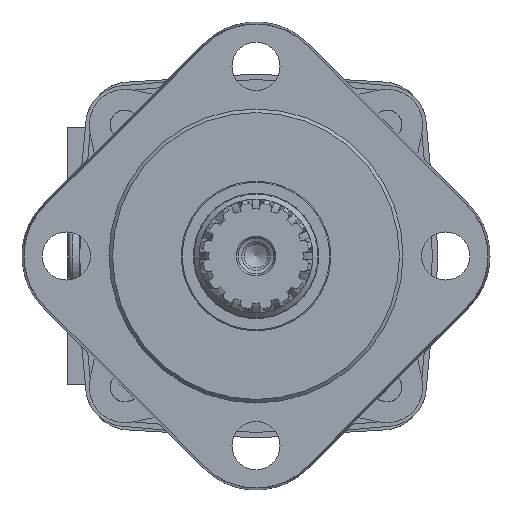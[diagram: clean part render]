
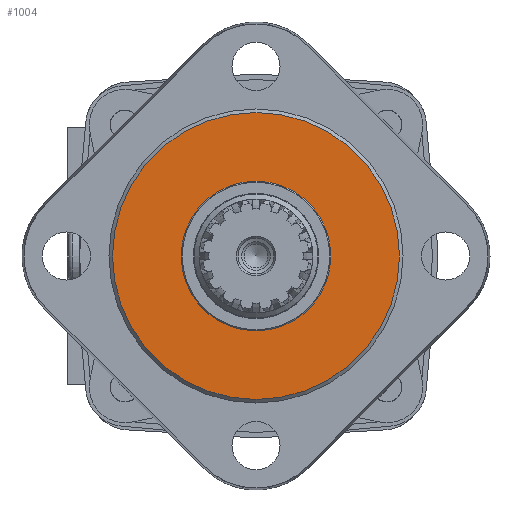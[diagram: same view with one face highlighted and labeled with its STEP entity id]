
A CAD part, left-side view. The second image highlights one B-rep face of the part: STEP entity #1004.
In plain terms, the highlighted planar face has unit normal (-1, 0, 0).
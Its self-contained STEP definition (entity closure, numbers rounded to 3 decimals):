
#1004 = ADVANCED_FACE( '', ( #2213, #2214 ), #2215, .F. );
#2213 = FACE_OUTER_BOUND( '', #3702, .T. );
#2214 = FACE_BOUND( '', #3703, .T. );
#2215 = PLANE( '', #3704 );
#3702 = EDGE_LOOP( '', ( #6245 ) );
#3703 = EDGE_LOOP( '', ( #6246 ) );
#3704 = AXIS2_PLACEMENT_3D( '', #6247, #6248, #6249 );
#6245 = ORIENTED_EDGE( '', *, *, #9375, .F. );
#6246 = ORIENTED_EDGE( '', *, *, #9376, .T. );
#6247 = CARTESIAN_POINT( '', ( -6.1, 21., 0. ) );
#6248 = DIRECTION( '', ( 1., 0., 0. ) );
#6249 = DIRECTION( '', ( 0., 0., -1. ) );
#9375 = EDGE_CURVE( '', #11485, #11485, #11486, .T. );
#9376 = EDGE_CURVE( '', #11487, #11487, #11488, .T. );
#11485 = VERTEX_POINT( '', #14947 );
#11486 = CIRCLE( '', #14948, 40.25 );
#11487 = VERTEX_POINT( '', #14949 );
#11488 = CIRCLE( '', #14950, 21. );
#14947 = CARTESIAN_POINT( '', ( -6.1, 0., -40.25 ) );
#14948 = AXIS2_PLACEMENT_3D( '', #17463, #17464, #17465 );
#14949 = CARTESIAN_POINT( '', ( -6.1, 0., -21. ) );
#14950 = AXIS2_PLACEMENT_3D( '', #17466, #17467, #17468 );
#17463 = CARTESIAN_POINT( '', ( -6.1, 0., 0. ) );
#17464 = DIRECTION( '', ( 1., 0., 0. ) );
#17465 = DIRECTION( '', ( 0., 0., -1. ) );
#17466 = CARTESIAN_POINT( '', ( -6.1, 0., 0. ) );
#17467 = DIRECTION( '', ( 1., 0., 0. ) );
#17468 = DIRECTION( '', ( 0., 0., -1. ) );
